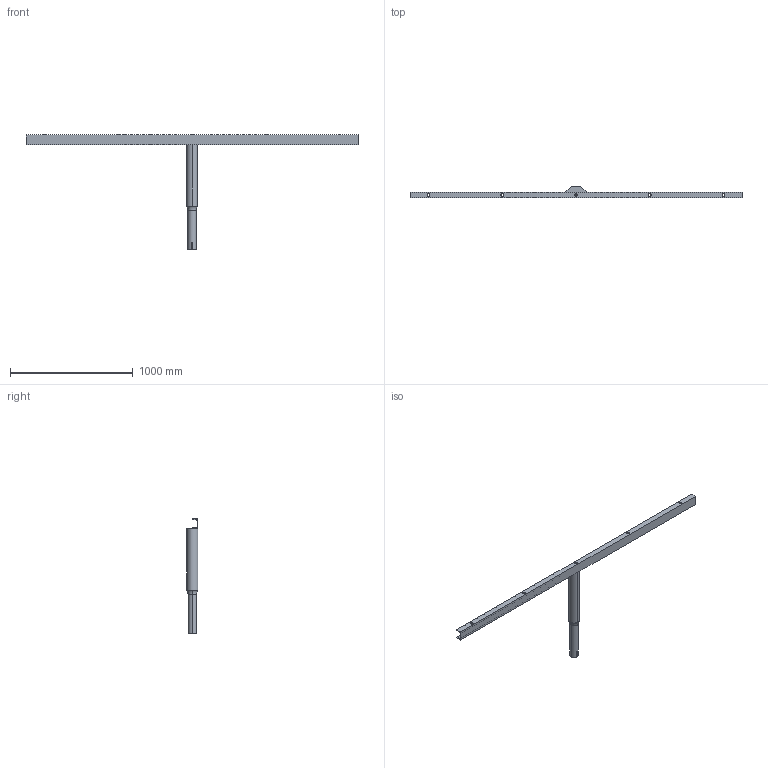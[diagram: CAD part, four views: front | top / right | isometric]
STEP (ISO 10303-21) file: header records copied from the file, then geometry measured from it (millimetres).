
FILE_DESCRIPTION (( 'STEP AP214' ), '1' );
FILE_NAME ('130850KXXX TO27-89-500 4608555 KARTIO-ORSI_3D.step', '2022-05-29T13:08:39', ( '' ), ( '' ), 'SwSTEP 2.0', 'SolidWorks 2021', '' );
FILE_SCHEMA (( 'AUTOMOTIVE_DESIGN' ));
Length unit declared in the file: millimetre
Products named in the file (4): 130850KXXX TO27-89-500 4608555 KARTIO-ORSI_3D; KARTIOSOVITE_D89-D70X500; ORREN LATTA_LATTA 5X50X180; ORREN AIHIO_ORREN AIHIO UNP-80X2700
Assembly tree (3 placements, depth 2):
  130850KXXX TO27-89-500 4608555 KARTIO-ORSI_3D
    KARTIOSOVITE_D89-D70X500
    ORREN AIHIO_ORREN AIHIO UNP-80X2700
    ORREN LATTA_LATTA 5X50X180
Bounding box: 2700 x 95 x 930 mm (x, y, z)
Volume: 3643809.3 mm3; surface area: 1280207.6 mm2
Topology: 3 solids, 3 shells, 79 faces, 234 edges, 152 vertices
Faces by surface type: cylinder 41, plane 28, torus 6, cone 2, bspline 2
Entity records: 3428 total; most frequent: CARTESIAN_POINT 1181, ORIENTED_EDGE 468, DIRECTION 428, EDGE_CURVE 234, AXIS2_PLACEMENT_3D 157, VERTEX_POINT 152, LINE 114, VECTOR 114
